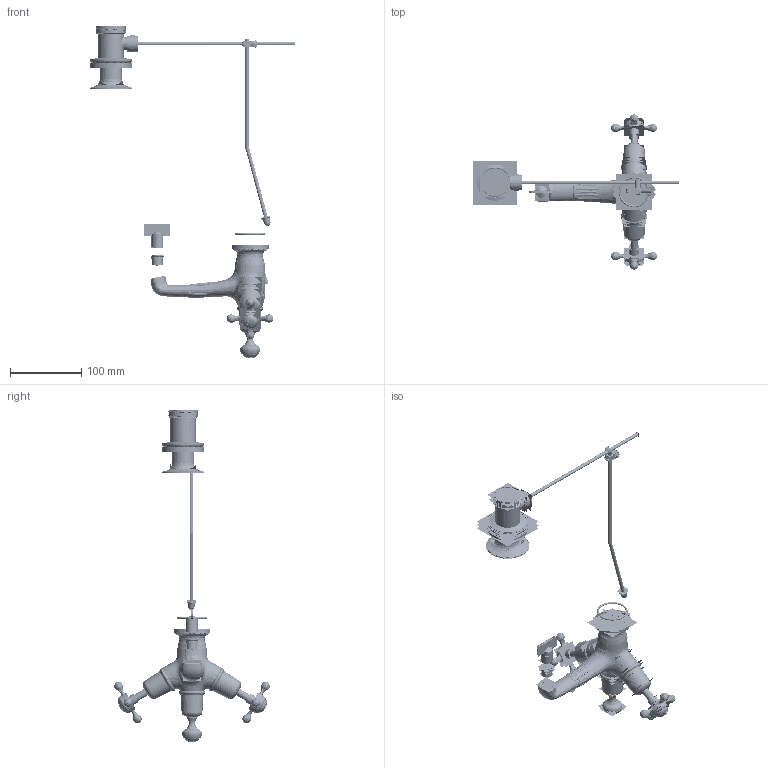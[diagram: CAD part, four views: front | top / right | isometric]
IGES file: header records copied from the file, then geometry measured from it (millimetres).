
Start section:  PTC IGES file: T12-.igs
Global section: file name: T12-.igs; native system: Pro/ENGINEER by Parametric Technology Corporation; preprocessor: 2010280; author: Administrator; organization: Unknown; date: 20191225.105855; units: millimetre
Bounding box: 288.5 x 217.98 x 465.26 mm (x, y, z)
Volume: 429455.2 mm3; surface area: 1821740 mm2
Topology: 50 solids, 86 shells, 8454 faces, 48771 edges, 65149 vertices
Faces by surface type: bspline 5570, revolution 2490, extrusion 394
